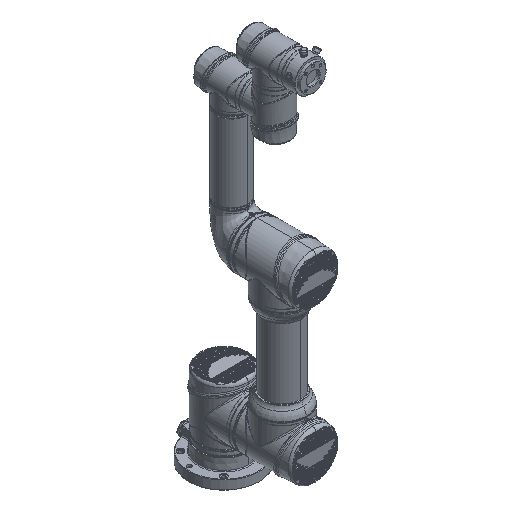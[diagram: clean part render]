
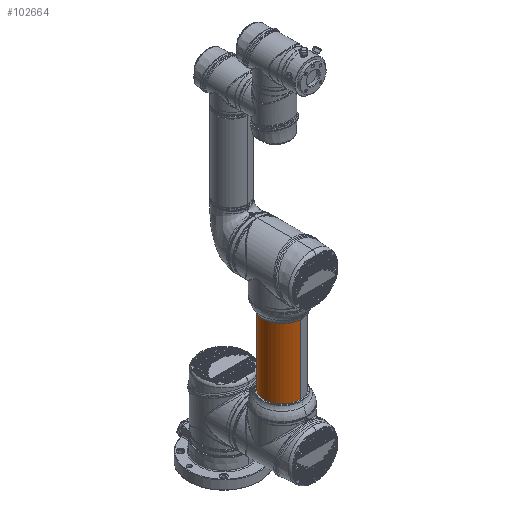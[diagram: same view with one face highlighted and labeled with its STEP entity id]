
A CAD part, isometric view. The second image highlights one B-rep face of the part: STEP entity #102664.
In plain terms, the highlighted cylindrical face has radius 43.5 mm (diameter 87 mm), a partial arc.
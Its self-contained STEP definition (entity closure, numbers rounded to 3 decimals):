
#2374 = EDGE_CURVE ( 'NONE', #74547, #38885, #237226, .T. ) ;
#4879 = CARTESIAN_POINT ( 'NONE',  ( 0., 269., 0. ) ) ;
#5988 = CIRCLE ( 'NONE', #177853, 43.5 ) ;
#11884 = CARTESIAN_POINT ( 'NONE',  ( -43.5, 269., 0. ) ) ;
#16170 = CIRCLE ( 'NONE', #211271, 43.5 ) ;
#17119 = DIRECTION ( 'NONE',  ( 0., -1., 0. ) ) ;
#19870 = ORIENTED_EDGE ( 'NONE', *, *, #2374, .F. ) ;
#25650 = DIRECTION ( 'NONE',  ( 0., 1., 0. ) ) ;
#32824 = CARTESIAN_POINT ( 'NONE',  ( 43.5, 204., 0. ) ) ;
#38885 = VERTEX_POINT ( 'NONE', #153807 ) ;
#38972 = FACE_OUTER_BOUND ( 'NONE', #154933, .T. ) ;
#47250 = EDGE_CURVE ( 'NONE', #74813, #38885, #16170, .T. ) ;
#53086 = CARTESIAN_POINT ( 'NONE',  ( 43.5, 269., 0. ) ) ;
#67331 = CARTESIAN_POINT ( 'NONE',  ( -43.5, 204., 0. ) ) ;
#74547 = VERTEX_POINT ( 'NONE', #11884 ) ;
#74813 = VERTEX_POINT ( 'NONE', #80009 ) ;
#75371 = VECTOR ( 'NONE', #122352, 1000. ) ;
#77181 = EDGE_CURVE ( 'NONE', #201579, #74813, #107387, .T. ) ;
#77300 = AXIS2_PLACEMENT_3D ( 'NONE', #240732, #17119, #206477 ) ;
#80009 = CARTESIAN_POINT ( 'NONE',  ( 43.5, 99., 0. ) ) ;
#81469 = ORIENTED_EDGE ( 'NONE', *, *, #47250, .T. ) ;
#87070 = EDGE_CURVE ( 'NONE', #201579, #74547, #5988, .T. ) ;
#87763 = ORIENTED_EDGE ( 'NONE', *, *, #87070, .F. ) ;
#90392 = CYLINDRICAL_SURFACE ( 'NONE', #77300, 43.5 ) ;
#102664 = ADVANCED_FACE ( 'NONE', ( #38972 ), #90392, .T. ) ;
#107387 = LINE ( 'NONE', #32824, #172775 ) ;
#122352 = DIRECTION ( 'NONE',  ( 0., -1., 0. ) ) ;
#151864 = ORIENTED_EDGE ( 'NONE', *, *, #77181, .T. ) ;
#153807 = CARTESIAN_POINT ( 'NONE',  ( -43.5, 99., 0. ) ) ;
#154933 = EDGE_LOOP ( 'NONE', ( #87763, #151864, #81469, #19870 ) ) ;
#164854 = DIRECTION ( 'NONE',  ( 0., -1., 0. ) ) ;
#172775 = VECTOR ( 'NONE', #164854, 1000. ) ;
#173586 = DIRECTION ( 'NONE',  ( 1., 0., 0. ) ) ;
#177853 = AXIS2_PLACEMENT_3D ( 'NONE', #4879, #25650, #173586 ) ;
#201579 = VERTEX_POINT ( 'NONE', #53086 ) ;
#206477 = DIRECTION ( 'NONE',  ( -1., 0., 0. ) ) ;
#211271 = AXIS2_PLACEMENT_3D ( 'NONE', #236967, #216277, #218709 ) ;
#216277 = DIRECTION ( 'NONE',  ( 0., 1., 0. ) ) ;
#218709 = DIRECTION ( 'NONE',  ( 1., 0., 0. ) ) ;
#236967 = CARTESIAN_POINT ( 'NONE',  ( 0., 99., 0. ) ) ;
#237226 = LINE ( 'NONE', #67331, #75371 ) ;
#240732 = CARTESIAN_POINT ( 'NONE',  ( 0., 204., 0. ) ) ;
